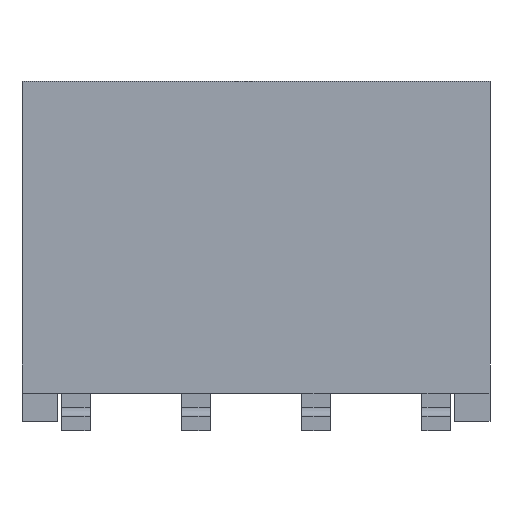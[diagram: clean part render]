
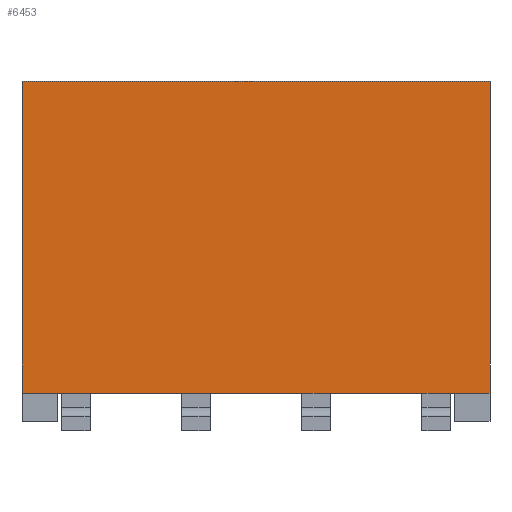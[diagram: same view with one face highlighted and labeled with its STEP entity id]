
A CAD part, front view. The second image highlights one B-rep face of the part: STEP entity #6453.
In plain terms, the highlighted face is planar.
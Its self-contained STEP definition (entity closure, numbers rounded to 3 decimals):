
#1375=ORIENTED_EDGE('',*,*,#2205,.F.);
#1376=ORIENTED_EDGE('',*,*,#2206,.F.);
#1377=ORIENTED_EDGE('',*,*,#2207,.T.);
#1378=ORIENTED_EDGE('',*,*,#2204,.T.);
#2204=EDGE_CURVE('',#2645,#2646,#3108,.T.);
#2205=EDGE_CURVE('',#2647,#2646,#3109,.T.);
#2206=EDGE_CURVE('',#2648,#2647,#3110,.T.);
#2207=EDGE_CURVE('',#2648,#2645,#3111,.T.);
#2645=VERTEX_POINT('',#10489);
#2646=VERTEX_POINT('',#10492);
#2647=VERTEX_POINT('',#10496);
#2648=VERTEX_POINT('',#10498);
#3108=LINE('',#10493,#3574);
#3109=LINE('',#10495,#3575);
#3110=LINE('',#10497,#3576);
#3111=LINE('',#10499,#3577);
#3574=VECTOR('',#7694,1000.);
#3575=VECTOR('',#7697,1000.);
#3576=VECTOR('',#7698,1000.);
#3577=VECTOR('',#7699,1000.);
#3851=EDGE_LOOP('',(#1375,#1376,#1377,#1378));
#4153=FACE_BOUND('',#3851,.T.);
#4386=PLANE('',#6719);
#6453=ADVANCED_FACE('',(#4153),#4386,.T.);
#6719=AXIS2_PLACEMENT_3D('',#10494,#7695,#7696);
#7694=DIRECTION('',(0.,1.,0.));
#7695=DIRECTION('',(0.,0.,-1.));
#7696=DIRECTION('',(-1.,0.,0.));
#7697=DIRECTION('',(-1.,0.,0.));
#7698=DIRECTION('',(0.,1.,0.));
#7699=DIRECTION('',(-1.,0.,0.));
#10489=CARTESIAN_POINT('',(-4.95,-3.3,-5.63));
#10492=CARTESIAN_POINT('',(-4.95,3.3,-5.63));
#10493=CARTESIAN_POINT('',(-4.95,-3.3,-5.63));
#10494=CARTESIAN_POINT('',(4.95,-3.3,-5.63));
#10495=CARTESIAN_POINT('',(4.95,3.3,-5.63));
#10496=CARTESIAN_POINT('',(4.95,3.3,-5.63));
#10497=CARTESIAN_POINT('',(4.95,-3.3,-5.63));
#10498=CARTESIAN_POINT('',(4.95,-3.3,-5.63));
#10499=CARTESIAN_POINT('',(4.95,-3.3,-5.63));
